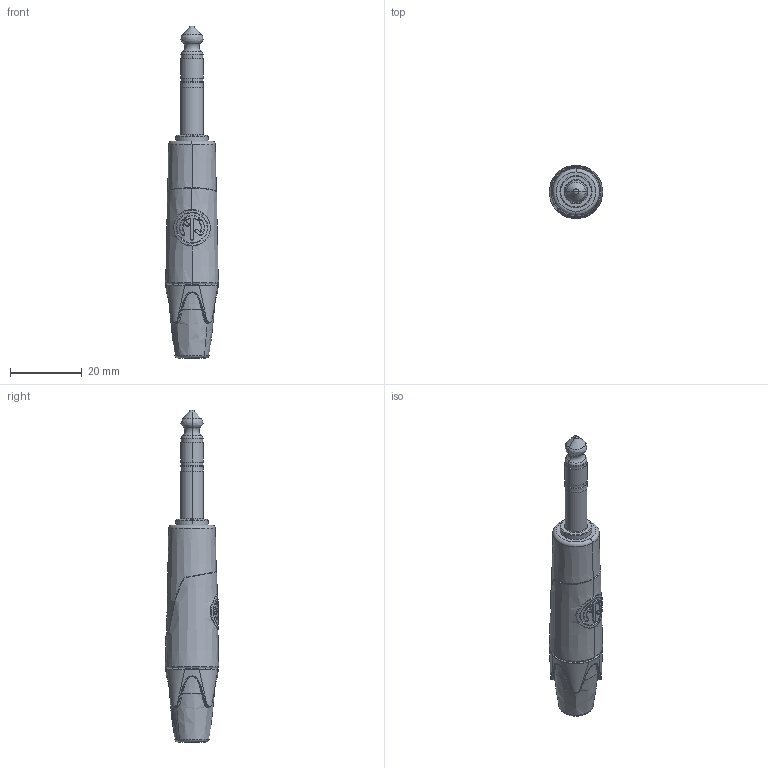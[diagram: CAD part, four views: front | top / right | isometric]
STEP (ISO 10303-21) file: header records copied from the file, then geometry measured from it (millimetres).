
FILE_DESCRIPTION((''),'2;1');
FILE_NAME('30011563','2025-04-02T08:32:10',('SYSTEM'),(''),'CREO PARAMETRIC BY PTC INC, 2023424','CREO PARAMETRIC BY PTC INC, 2023424','');
FILE_SCHEMA(('CONFIG_CONTROL_DESIGN'));
Length unit declared in the file: millimetre
Products named in the file (1): 30011563
Bounding box: 14.86 x 14.86 x 92.61 mm (x, y, z)
Volume: 9488.3 mm3; surface area: 3438.3 mm2
Topology: 1 solids, 1 shells, 299 faces, 755 edges, 475 vertices
Faces by surface type: bspline 133, plane 79, cylinder 40, cone 25, torus 18, extrusion 2, sphere 2
Entity records: 21255 total; most frequent: CARTESIAN_POINT 15279, ORIENTED_EDGE 1506, DIRECTION 826, EDGE_CURVE 753, VERTEX_POINT 475, B_SPLINE_CURVE_WITH_KNOTS 431, AXIS2_PLACEMENT_3D 336, EDGE_LOOP 318
